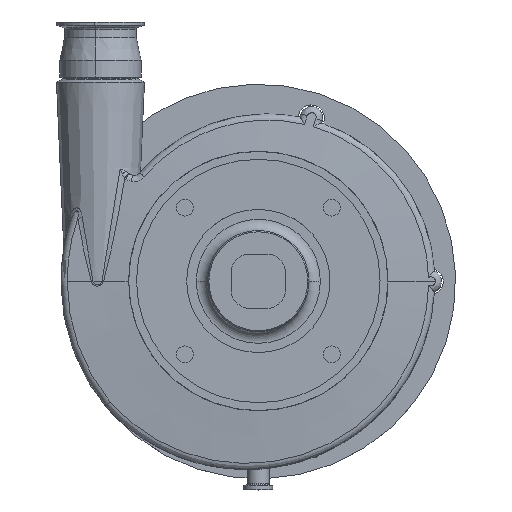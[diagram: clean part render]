
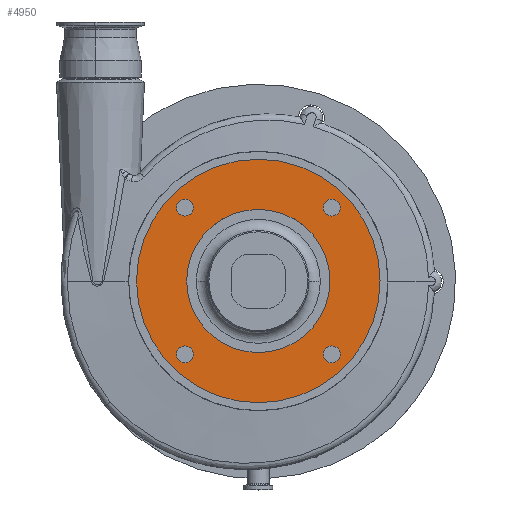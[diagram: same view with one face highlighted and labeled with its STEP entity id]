
A CAD part, top view. The second image highlights one B-rep face of the part: STEP entity #4950.
In plain terms, the highlighted planar face has unit normal (0, 0, 1).
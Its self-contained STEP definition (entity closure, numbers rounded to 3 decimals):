
#46 = EDGE_CURVE ( 'NONE', #10208, #505, #10052, .T. ) ;
#437 = VERTEX_POINT ( 'NONE', #6739 ) ;
#495 = CIRCLE ( 'NONE', #12481, 63.5 ) ;
#505 = VERTEX_POINT ( 'NONE', #12910 ) ;
#507 = AXIS2_PLACEMENT_3D ( 'NONE', #9548, #14393, #7155 ) ;
#559 = DIRECTION ( 'NONE',  ( 1., 0., 0. ) ) ;
#632 = ORIENTED_EDGE ( 'NONE', *, *, #10766, .T. ) ;
#803 = DIRECTION ( 'NONE',  ( 1., 0., 0. ) ) ;
#913 = DIRECTION ( 'NONE',  ( 0., 0., 1. ) ) ;
#930 = AXIS2_PLACEMENT_3D ( 'NONE', #8659, #6350, #5073 ) ;
#1074 = CARTESIAN_POINT ( 'NONE',  ( 0., 0., 205.5 ) ) ;
#1540 = EDGE_LOOP ( 'NONE', ( #2980, #632 ) ) ;
#1735 = ORIENTED_EDGE ( 'NONE', *, *, #12599, .T. ) ;
#2007 = CARTESIAN_POINT ( 'NONE',  ( -57.607, 65.107, 205.5 ) ) ;
#2075 = CARTESIAN_POINT ( 'NONE',  ( -65.107, 65.107, 205.5 ) ) ;
#2118 = CARTESIAN_POINT ( 'NONE',  ( 63.5, 0., 205.5 ) ) ;
#2186 = CARTESIAN_POINT ( 'NONE',  ( -65.107, -65.107, 205.5 ) ) ;
#2274 = VERTEX_POINT ( 'NONE', #6807 ) ;
#2364 = VERTEX_POINT ( 'NONE', #2007 ) ;
#2715 = AXIS2_PLACEMENT_3D ( 'NONE', #4029, #15109, #13994 ) ;
#2953 = EDGE_LOOP ( 'NONE', ( #1735, #4099 ) ) ;
#2969 = ORIENTED_EDGE ( 'NONE', *, *, #46, .T. ) ;
#2980 = ORIENTED_EDGE ( 'NONE', *, *, #7245, .T. ) ;
#3068 = EDGE_CURVE ( 'NONE', #2274, #15448, #7043, .T. ) ;
#3195 = DIRECTION ( 'NONE',  ( 0., 0., -1. ) ) ;
#3384 = DIRECTION ( 'NONE',  ( 1., 0., 0. ) ) ;
#3471 = FACE_BOUND ( 'NONE', #2953, .T. ) ;
#3813 = DIRECTION ( 'NONE',  ( 1., 0., 0. ) ) ;
#3982 = EDGE_CURVE ( 'NONE', #10296, #2364, #8601, .T. ) ;
#4029 = CARTESIAN_POINT ( 'NONE',  ( 65.107, -65.107, 205.5 ) ) ;
#4096 = AXIS2_PLACEMENT_3D ( 'NONE', #8426, #913, #10573 ) ;
#4099 = ORIENTED_EDGE ( 'NONE', *, *, #3982, .T. ) ;
#4154 = VERTEX_POINT ( 'NONE', #2118 ) ;
#4283 = CARTESIAN_POINT ( 'NONE',  ( 72.607, 65.107, 205.5 ) ) ;
#4321 = AXIS2_PLACEMENT_3D ( 'NONE', #13789, #7805, #12577 ) ;
#4601 = DIRECTION ( 'NONE',  ( 0., 0., -1. ) ) ;
#4758 = DIRECTION ( 'NONE',  ( 1., 0., 0. ) ) ;
#4810 = CIRCLE ( 'NONE', #15745, 7.5 ) ;
#4898 = CARTESIAN_POINT ( 'NONE',  ( 108., 0., 205.5 ) ) ;
#4950 = ADVANCED_FACE ( 'NONE', ( #10730, #5891, #5734, #3471, #7154, #8346 ), #12001, .T. ) ;
#5073 = DIRECTION ( 'NONE',  ( 1., 0., 0. ) ) ;
#5234 = CIRCLE ( 'NONE', #9293, 7.5 ) ;
#5365 = CIRCLE ( 'NONE', #507, 108. ) ;
#5471 = CIRCLE ( 'NONE', #8253, 63.5 ) ;
#5612 = CIRCLE ( 'NONE', #7893, 7.5 ) ;
#5702 = DIRECTION ( 'NONE',  ( 0., 0., -1. ) ) ;
#5734 = FACE_OUTER_BOUND ( 'NONE', #12555, .T. ) ;
#5803 = DIRECTION ( 'NONE',  ( 0., 0., -1. ) ) ;
#5822 = EDGE_LOOP ( 'NONE', ( #2969, #12711 ) ) ;
#5891 = FACE_BOUND ( 'NONE', #6969, .T. ) ;
#5958 = ORIENTED_EDGE ( 'NONE', *, *, #8319, .T. ) ;
#6350 = DIRECTION ( 'NONE',  ( 0., 0., -1. ) ) ;
#6489 = AXIS2_PLACEMENT_3D ( 'NONE', #8104, #4601, #3384 ) ;
#6622 = CIRCLE ( 'NONE', #4321, 7.5 ) ;
#6708 = CARTESIAN_POINT ( 'NONE',  ( -65.107, -65.107, 205.5 ) ) ;
#6739 = CARTESIAN_POINT ( 'NONE',  ( -57.607, -65.107, 205.5 ) ) ;
#6807 = CARTESIAN_POINT ( 'NONE',  ( 72.607, -65.107, 205.5 ) ) ;
#6835 = AXIS2_PLACEMENT_3D ( 'NONE', #1074, #15517, #14164 ) ;
#6969 = EDGE_LOOP ( 'NONE', ( #7211, #8563 ) ) ;
#7043 = CIRCLE ( 'NONE', #2715, 7.5 ) ;
#7154 = FACE_BOUND ( 'NONE', #12999, .T. ) ;
#7155 = DIRECTION ( 'NONE',  ( 1., 0., 0. ) ) ;
#7157 = EDGE_CURVE ( 'NONE', #15361, #11303, #11703, .T. ) ;
#7211 = ORIENTED_EDGE ( 'NONE', *, *, #11346, .T. ) ;
#7245 = EDGE_CURVE ( 'NONE', #12681, #4154, #495, .T. ) ;
#7666 = ORIENTED_EDGE ( 'NONE', *, *, #7157, .T. ) ;
#7715 = CARTESIAN_POINT ( 'NONE',  ( 0., 0., 205.5 ) ) ;
#7805 = DIRECTION ( 'NONE',  ( 0., 0., -1. ) ) ;
#7893 = AXIS2_PLACEMENT_3D ( 'NONE', #10548, #5702, #13162 ) ;
#8104 = CARTESIAN_POINT ( 'NONE',  ( 65.107, 65.107, 205.5 ) ) ;
#8113 = EDGE_CURVE ( 'NONE', #505, #10208, #6622, .T. ) ;
#8253 = AXIS2_PLACEMENT_3D ( 'NONE', #7715, #9871, #3813 ) ;
#8319 = EDGE_CURVE ( 'NONE', #11303, #15361, #5365, .T. ) ;
#8346 = FACE_BOUND ( 'NONE', #1540, .T. ) ;
#8426 = CARTESIAN_POINT ( 'NONE',  ( 0., 0., 205.5 ) ) ;
#8563 = ORIENTED_EDGE ( 'NONE', *, *, #11850, .T. ) ;
#8601 = CIRCLE ( 'NONE', #930, 7.5 ) ;
#8659 = CARTESIAN_POINT ( 'NONE',  ( -65.107, 65.107, 205.5 ) ) ;
#9254 = DIRECTION ( 'NONE',  ( 0., 0., -1. ) ) ;
#9293 = AXIS2_PLACEMENT_3D ( 'NONE', #2186, #10875, #14387 ) ;
#9418 = CARTESIAN_POINT ( 'NONE',  ( -72.607, 65.107, 205.5 ) ) ;
#9548 = CARTESIAN_POINT ( 'NONE',  ( 0., 0., 205.5 ) ) ;
#9871 = DIRECTION ( 'NONE',  ( 0., 0., -1. ) ) ;
#10052 = CIRCLE ( 'NONE', #6489, 7.5 ) ;
#10208 = VERTEX_POINT ( 'NONE', #4283 ) ;
#10296 = VERTEX_POINT ( 'NONE', #9418 ) ;
#10548 = CARTESIAN_POINT ( 'NONE',  ( 65.107, -65.107, 205.5 ) ) ;
#10573 = DIRECTION ( 'NONE',  ( 1., 0., 0. ) ) ;
#10590 = CARTESIAN_POINT ( 'NONE',  ( -108., 0., 205.5 ) ) ;
#10649 = CARTESIAN_POINT ( 'NONE',  ( 0., 0., 205.5 ) ) ;
#10684 = VERTEX_POINT ( 'NONE', #13213 ) ;
#10730 = FACE_BOUND ( 'NONE', #5822, .T. ) ;
#10766 = EDGE_CURVE ( 'NONE', #4154, #12681, #5471, .T. ) ;
#10875 = DIRECTION ( 'NONE',  ( 0., 0., -1. ) ) ;
#11303 = VERTEX_POINT ( 'NONE', #10590 ) ;
#11323 = CARTESIAN_POINT ( 'NONE',  ( -63.5, 0., 205.5 ) ) ;
#11346 = EDGE_CURVE ( 'NONE', #437, #10684, #11806, .T. ) ;
#11703 = CIRCLE ( 'NONE', #4096, 108. ) ;
#11806 = CIRCLE ( 'NONE', #13609, 7.5 ) ;
#11850 = EDGE_CURVE ( 'NONE', #10684, #437, #5234, .T. ) ;
#12001 = PLANE ( 'NONE',  #6835 ) ;
#12481 = AXIS2_PLACEMENT_3D ( 'NONE', #10649, #5803, #4758 ) ;
#12555 = EDGE_LOOP ( 'NONE', ( #7666, #5958 ) ) ;
#12577 = DIRECTION ( 'NONE',  ( 1., 0., 0. ) ) ;
#12599 = EDGE_CURVE ( 'NONE', #2364, #10296, #4810, .T. ) ;
#12672 = ORIENTED_EDGE ( 'NONE', *, *, #3068, .T. ) ;
#12681 = VERTEX_POINT ( 'NONE', #11323 ) ;
#12711 = ORIENTED_EDGE ( 'NONE', *, *, #8113, .T. ) ;
#12910 = CARTESIAN_POINT ( 'NONE',  ( 57.607, 65.107, 205.5 ) ) ;
#12999 = EDGE_LOOP ( 'NONE', ( #12672, #13305 ) ) ;
#13162 = DIRECTION ( 'NONE',  ( 1., 0., 0. ) ) ;
#13213 = CARTESIAN_POINT ( 'NONE',  ( -72.607, -65.107, 205.5 ) ) ;
#13305 = ORIENTED_EDGE ( 'NONE', *, *, #15265, .T. ) ;
#13609 = AXIS2_PLACEMENT_3D ( 'NONE', #6708, #9254, #559 ) ;
#13789 = CARTESIAN_POINT ( 'NONE',  ( 65.107, 65.107, 205.5 ) ) ;
#13994 = DIRECTION ( 'NONE',  ( 1., 0., 0. ) ) ;
#14164 = DIRECTION ( 'NONE',  ( 1., 0., 0. ) ) ;
#14387 = DIRECTION ( 'NONE',  ( 1., 0., 0. ) ) ;
#14393 = DIRECTION ( 'NONE',  ( 0., 0., 1. ) ) ;
#15109 = DIRECTION ( 'NONE',  ( 0., 0., -1. ) ) ;
#15232 = CARTESIAN_POINT ( 'NONE',  ( 57.607, -65.107, 205.5 ) ) ;
#15265 = EDGE_CURVE ( 'NONE', #15448, #2274, #5612, .T. ) ;
#15361 = VERTEX_POINT ( 'NONE', #4898 ) ;
#15448 = VERTEX_POINT ( 'NONE', #15232 ) ;
#15517 = DIRECTION ( 'NONE',  ( 0., 0., 1. ) ) ;
#15745 = AXIS2_PLACEMENT_3D ( 'NONE', #2075, #3195, #803 ) ;
